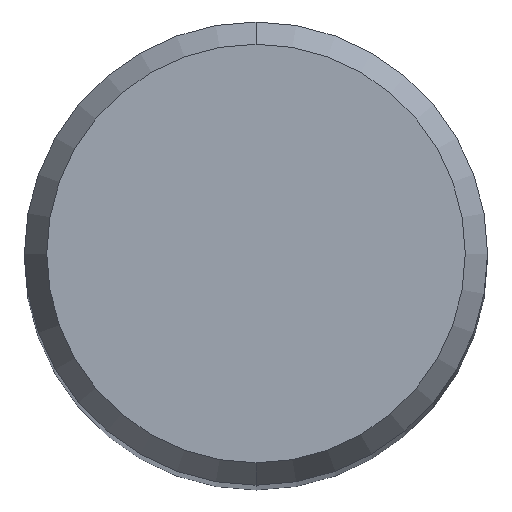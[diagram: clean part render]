
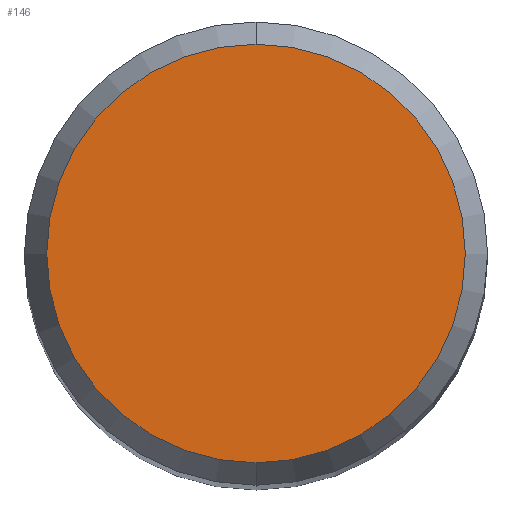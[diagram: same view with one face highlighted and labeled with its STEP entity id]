
A CAD part, top view. The second image highlights one B-rep face of the part: STEP entity #146.
In plain terms, the highlighted planar face has unit normal (0, 0, 1).
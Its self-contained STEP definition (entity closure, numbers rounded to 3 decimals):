
#102=VERTEX_POINT('',#249);
#132=VERTEX_POINT('',#281);
#134=EDGE_CURVE('',#132,#102,#283,.T.);
#146=ADVANCED_FACE('',(#295),#296,.T.);
#180=EDGE_CURVE('',#102,#132,#338,.T.);
#249=CARTESIAN_POINT('',(0.,-4.304,0.0));
#281=CARTESIAN_POINT('',(0.0,4.304,0.0));
#283=CIRCLE('',#453,4.304);
#295=FACE_OUTER_BOUND('',#467,.T.);
#296=PLANE('',#468);
#338=CIRCLE('',#515,4.304);
#453=AXIS2_PLACEMENT_3D('',#628,#629,#630);
#467=EDGE_LOOP('',(#637,#638));
#468=AXIS2_PLACEMENT_3D('',#639,#640,#641);
#515=AXIS2_PLACEMENT_3D('',#707,#708,#709);
#628=CARTESIAN_POINT('',(0.0,0.0,0.0));
#629=DIRECTION('',(0.0,0.0,-1.0));
#630=DIRECTION('',(0.0,1.0,0.0));
#637=ORIENTED_EDGE('',*,*,#134,.F.);
#638=ORIENTED_EDGE('',*,*,#180,.F.);
#639=CARTESIAN_POINT('',(0.0,2.152,0.0));
#640=DIRECTION('',(-0.0,0.0,1.0));
#641=DIRECTION('',(0.0,-1.0,0.0));
#707=CARTESIAN_POINT('',(0.0,0.0,0.0));
#708=DIRECTION('',(0.0,0.0,-1.0));
#709=DIRECTION('',(0.0,1.0,0.0));
